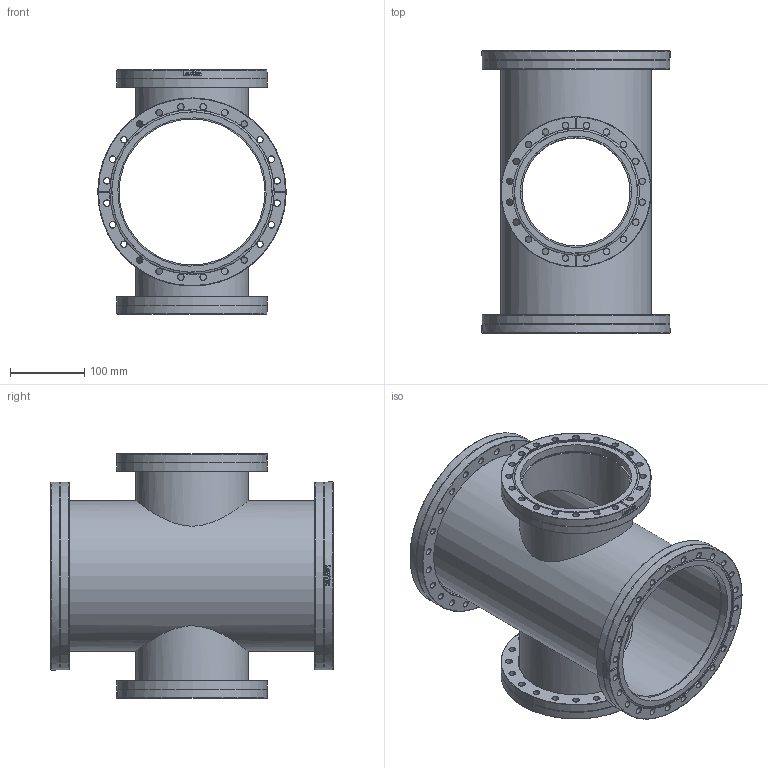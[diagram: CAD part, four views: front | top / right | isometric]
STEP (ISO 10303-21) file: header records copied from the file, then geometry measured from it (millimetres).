
FILE_DESCRIPTION(/* description */ (''),/* implementation_level */ '2;1');
FILE_NAME(/* name */ 'FL-RX200-160CF.stp',/* time_stamp */ '2018-03-01T09:20:33+00:00',/* author */ ('paul'),/* organization */ (''),/* preprocessor_version */ 'ST-DEVELOPER v17',/* originating_system */ 'Autodesk Inventor 2018',/* authorisation */ '');
FILE_SCHEMA (('AUTOMOTIVE_DESIGN { 1 0 10303 214 3 1 1 }'));
Length unit declared in the file: millimetre
Products named in the file (10): FL-RX200-160CF; FL-200CF-203; FL-200CFR-203; FL-200CFR OUTER; FL-200CFR-203 INNER; main tube; side tube; FL-160CFR-152; FL-160CFR OUTER; FL-160CFR-152 INNER
Assembly tree (11 placements, depth 3):
  FL-RX200-160CF
    FL-200CF-203
    FL-200CFR-203
      FL-200CFR OUTER
      FL-200CFR-203 INNER
    main tube
    FL-160CFR-152  x2
      FL-160CFR OUTER
      FL-160CFR-152 INNER
    side tube  x2
Bounding box: 254 x 381 x 330.2 mm (x, y, z)
Volume: 2200669 mm3; surface area: 893979.5 mm2
Topology: 10 solids, 10 shells, 735 faces, 2069 edges, 1366 vertices
Faces by surface type: bspline 212, cone 205, cylinder 164, plane 150, torus 4
Full cylindrical faces by diameter (mm): 8.4 x88, 146 x2, 150.2 x2, 152.3 x2, 152.4 x2, 152.9 x2, 156 x2, 171.4 x4, 197 x1, 200.4 x2, 203 x4, 203.2 x1, 203.7 x2, 211 x1, 222 x1, 222.2 x2, 254 x4
Entity records: 57250 total; most frequent: CARTESIAN_POINT 42979, ORIENTED_EDGE 3164, DIRECTION 2514, EDGE_CURVE 1582, VERTEX_POINT 1044, AXIS2_PLACEMENT_3D 986, EDGE_LOOP 712, CIRCLE 569
